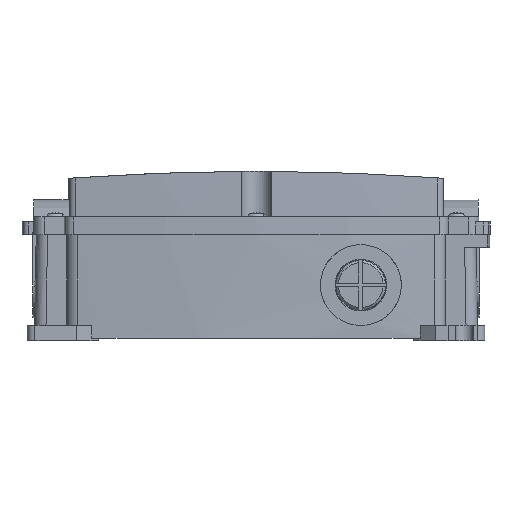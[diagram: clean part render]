
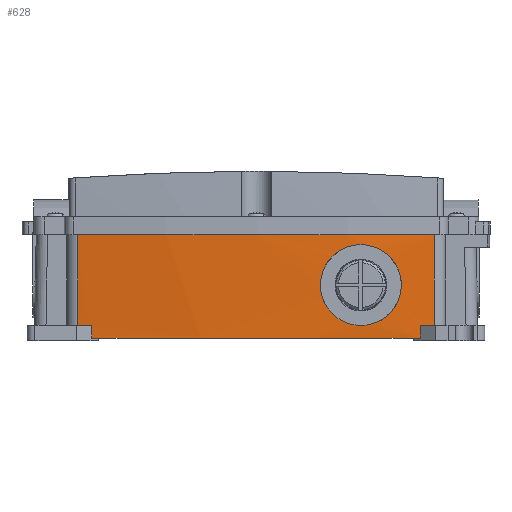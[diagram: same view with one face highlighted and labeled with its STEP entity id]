
A CAD part, left-side view. The second image highlights one B-rep face of the part: STEP entity #628.
In plain terms, the highlighted cylindrical face has radius 600.5 mm (diameter 1201 mm), a partial arc.
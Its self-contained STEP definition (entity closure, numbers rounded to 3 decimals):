
#510=AXIS2_PLACEMENT_3D('Cylinder Axis2P3D',#507,#508,#509) ;
#514=AXIS2_PLACEMENT_3D('Circle Axis2P3D',#512,#513,$) ;
#530=AXIS2_PLACEMENT_3D('Circle Axis2P3D',#528,#529,$) ;
#544=AXIS2_PLACEMENT_3D('Circle Axis2P3D',#542,#543,$) ;
#549=AXIS2_PLACEMENT_3D('Circle Axis2P3D',#547,#548,$) ;
#481=CARTESIAN_POINT('Line Origine',(5.663,163.204,21.5)) ;
#485=CARTESIAN_POINT('Vertex',(5.663,163.204,6.)) ;
#487=CARTESIAN_POINT('Vertex',(5.663,163.204,42.)) ;
#507=CARTESIAN_POINT('Axis2P3D Location',(602.,92.616,21.5)) ;
#512=CARTESIAN_POINT('Axis2P3D Location',(602.,92.616,1.)) ;
#516=CARTESIAN_POINT('Vertex',(5.022,157.554,1.)) ;
#518=CARTESIAN_POINT('Vertex',(5.022,27.678,1.)) ;
#521=CARTESIAN_POINT('Line Origine',(5.022,27.678,21.5)) ;
#525=CARTESIAN_POINT('Vertex',(5.022,27.678,6.)) ;
#528=CARTESIAN_POINT('Axis2P3D Location',(602.,92.616,6.)) ;
#532=CARTESIAN_POINT('Vertex',(5.663,22.028,6.)) ;
#535=CARTESIAN_POINT('Line Origine',(5.663,22.028,21.5)) ;
#539=CARTESIAN_POINT('Vertex',(5.663,22.028,42.)) ;
#542=CARTESIAN_POINT('Axis2P3D Location',(602.,92.616,42.)) ;
#547=CARTESIAN_POINT('Axis2P3D Location',(602.,92.616,6.)) ;
#551=CARTESIAN_POINT('Vertex',(5.022,157.554,6.)) ;
#554=CARTESIAN_POINT('Line Origine',(5.022,157.554,21.5)) ;
#570=CARTESIAN_POINT('Control Point',(3.5,43.647,7.85)) ;
#571=CARTESIAN_POINT('Control Point',(3.272,46.435,6.379)) ;
#572=CARTESIAN_POINT('Control Point',(3.03,49.585,5.594)) ;
#573=CARTESIAN_POINT('Control Point',(2.803,52.873,5.615)) ;
#574=CARTESIAN_POINT('Control Point',(2.61,56.016,6.445)) ;
#575=CARTESIAN_POINT('Control Point',(2.454,58.787,7.959)) ;
#576=CARTESIAN_POINT('Vertex',(3.5,43.647,7.85)) ;
#578=CARTESIAN_POINT('Vertex',(2.454,58.787,7.959)) ;
#582=CARTESIAN_POINT('Control Point',(3.5,43.647,36.15)) ;
#583=CARTESIAN_POINT('Control Point',(3.386,45.035,36.883)) ;
#584=CARTESIAN_POINT('Control Point',(3.269,46.514,37.445)) ;
#585=CARTESIAN_POINT('Control Point',(3.153,48.054,37.823)) ;
#586=CARTESIAN_POINT('Control Point',(2.812,52.761,38.377)) ;
#587=CARTESIAN_POINT('Control Point',(2.517,57.463,37.201)) ;
#588=CARTESIAN_POINT('Control Point',(2.36,60.343,35.647)) ;
#589=CARTESIAN_POINT('Control Point',(2.124,65.094,31.265)) ;
#590=CARTESIAN_POINT('Control Point',(2.034,67.279,25.18)) ;
#591=CARTESIAN_POINT('Control Point',(2.022,67.589,21.923)) ;
#592=CARTESIAN_POINT('Control Point',(2.055,66.746,16.532)) ;
#593=CARTESIAN_POINT('Control Point',(2.186,63.878,11.987)) ;
#594=CARTESIAN_POINT('Control Point',(2.257,62.403,10.35)) ;
#595=CARTESIAN_POINT('Control Point',(2.347,60.682,8.994)) ;
#596=CARTESIAN_POINT('Control Point',(2.454,58.787,7.959)) ;
#597=CARTESIAN_POINT('Vertex',(3.5,43.647,36.15)) ;
#601=CARTESIAN_POINT('Control Point',(3.517,43.445,36.041)) ;
#602=CARTESIAN_POINT('Control Point',(3.511,43.512,36.078)) ;
#603=CARTESIAN_POINT('Control Point',(3.506,43.579,36.114)) ;
#604=CARTESIAN_POINT('Control Point',(3.5,43.647,36.15)) ;
#605=CARTESIAN_POINT('Vertex',(3.517,43.445,36.041)) ;
#609=CARTESIAN_POINT('Control Point',(3.517,43.445,36.041)) ;
#610=CARTESIAN_POINT('Control Point',(3.742,40.698,34.54)) ;
#611=CARTESIAN_POINT('Control Point',(3.954,38.316,32.367)) ;
#612=CARTESIAN_POINT('Control Point',(4.125,36.52,29.637)) ;
#613=CARTESIAN_POINT('Control Point',(4.276,34.944,25.06)) ;
#614=CARTESIAN_POINT('Control Point',(4.262,35.088,20.325)) ;
#615=CARTESIAN_POINT('Control Point',(4.239,35.329,18.764)) ;
#616=CARTESIAN_POINT('Control Point',(4.14,36.363,15.112)) ;
#617=CARTESIAN_POINT('Control Point',(3.949,38.417,11.893)) ;
#618=CARTESIAN_POINT('Control Point',(3.812,39.934,10.238)) ;
#619=CARTESIAN_POINT('Control Point',(3.659,41.702,8.877)) ;
#620=CARTESIAN_POINT('Control Point',(3.5,43.647,7.85)) ;
#482=DIRECTION('Vector Direction',(0.,0.,-1.)) ;
#508=DIRECTION('Axis2P3D Direction',(-0.,0.,1.)) ;
#509=DIRECTION('Axis2P3D XDirection',(-0.992,0.125,-0.)) ;
#513=DIRECTION('Axis2P3D Direction',(-0.,0.,1.)) ;
#522=DIRECTION('Vector Direction',(0.,0.,1.)) ;
#529=DIRECTION('Axis2P3D Direction',(-0.,0.,1.)) ;
#536=DIRECTION('Vector Direction',(0.,0.,1.)) ;
#543=DIRECTION('Axis2P3D Direction',(-0.,0.,1.)) ;
#548=DIRECTION('Axis2P3D Direction',(-0.,0.,1.)) ;
#555=DIRECTION('Vector Direction',(0.,0.,1.)) ;
#483=VECTOR('Line Direction',#482,1.) ;
#523=VECTOR('Line Direction',#522,1.) ;
#537=VECTOR('Line Direction',#536,1.) ;
#556=VECTOR('Line Direction',#555,1.) ;
#560=ORIENTED_EDGE('',*,*,#520,.T.) ;
#561=ORIENTED_EDGE('',*,*,#527,.F.) ;
#562=ORIENTED_EDGE('',*,*,#534,.T.) ;
#563=ORIENTED_EDGE('',*,*,#541,.T.) ;
#564=ORIENTED_EDGE('',*,*,#546,.F.) ;
#565=ORIENTED_EDGE('',*,*,#489,.F.) ;
#566=ORIENTED_EDGE('',*,*,#553,.T.) ;
#567=ORIENTED_EDGE('',*,*,#558,.T.) ;
#623=ORIENTED_EDGE('',*,*,#580,.T.) ;
#624=ORIENTED_EDGE('',*,*,#599,.F.) ;
#625=ORIENTED_EDGE('',*,*,#607,.F.) ;
#626=ORIENTED_EDGE('',*,*,#621,.T.) ;
#627=FACE_BOUND('',#622,.T.) ;
#628=ADVANCED_FACE('Hauptk\X2\00F6\X0\rper',(#568,#627),#511,.T.) ;
#569=B_SPLINE_CURVE_WITH_KNOTS('',5,(#570,#571,#572,#573,#574,#575),.UNSPECIFIED.,.F.,.U.,(6,6),(0.,22.353),.UNSPECIFIED.) ;
#581=B_SPLINE_CURVE_WITH_KNOTS('',5,(#582,#583,#584,#585,#586,#587,#588,#589,#590,#591,#592,#593,#594,#595,#596),.UNSPECIFIED.,.F.,.U.,(6,3,3,3,6),(0.,11.132,33.354,55.541,70.831),.UNSPECIFIED.) ;
#600=B_SPLINE_CURVE_WITH_KNOTS('',3,(#601,#602,#603,#604),.UNSPECIFIED.,.F.,.U.,(4,4),(0.,0.324),.UNSPECIFIED.) ;
#608=B_SPLINE_CURVE_WITH_KNOTS('',5,(#609,#610,#611,#612,#613,#614,#615,#616,#617,#618,#619,#620),.UNSPECIFIED.,.F.,.U.,(6,3,3,6),(0.,22.195,33.252,48.839),.UNSPECIFIED.) ;
#515=CIRCLE('generated circle',#514,600.5) ;
#531=CIRCLE('generated circle',#530,600.5) ;
#545=CIRCLE('generated circle',#544,600.5) ;
#550=CIRCLE('generated circle',#549,600.5) ;
#511=CYLINDRICAL_SURFACE('generated cylinder',#510,600.5) ;
#489=EDGE_CURVE('',#486,#488,#484,.F.) ;
#520=EDGE_CURVE('',#517,#519,#515,.T.) ;
#527=EDGE_CURVE('',#526,#519,#524,.F.) ;
#534=EDGE_CURVE('',#526,#533,#531,.T.) ;
#541=EDGE_CURVE('',#533,#540,#538,.T.) ;
#546=EDGE_CURVE('',#488,#540,#545,.T.) ;
#553=EDGE_CURVE('',#486,#552,#550,.T.) ;
#558=EDGE_CURVE('',#552,#517,#557,.F.) ;
#580=EDGE_CURVE('',#577,#579,#569,.T.) ;
#599=EDGE_CURVE('',#598,#579,#581,.T.) ;
#607=EDGE_CURVE('',#606,#598,#600,.T.) ;
#621=EDGE_CURVE('',#606,#577,#608,.T.) ;
#559=EDGE_LOOP('',(#560,#561,#562,#563,#564,#565,#566,#567)) ;
#622=EDGE_LOOP('',(#623,#624,#625,#626)) ;
#568=FACE_OUTER_BOUND('',#559,.T.) ;
#484=LINE('Line',#481,#483) ;
#524=LINE('Line',#521,#523) ;
#538=LINE('Line',#535,#537) ;
#557=LINE('Line',#554,#556) ;
#486=VERTEX_POINT('',#485) ;
#488=VERTEX_POINT('',#487) ;
#517=VERTEX_POINT('',#516) ;
#519=VERTEX_POINT('',#518) ;
#526=VERTEX_POINT('',#525) ;
#533=VERTEX_POINT('',#532) ;
#540=VERTEX_POINT('',#539) ;
#552=VERTEX_POINT('',#551) ;
#577=VERTEX_POINT('',#576) ;
#579=VERTEX_POINT('',#578) ;
#598=VERTEX_POINT('',#597) ;
#606=VERTEX_POINT('',#605) ;
